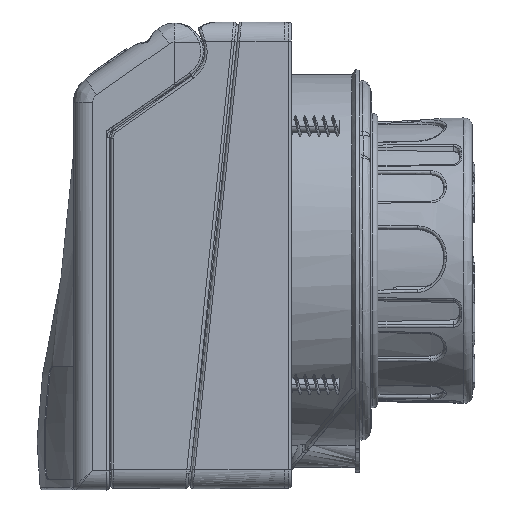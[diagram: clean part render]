
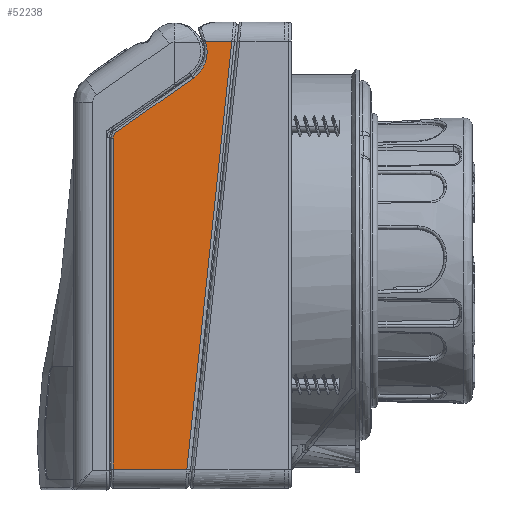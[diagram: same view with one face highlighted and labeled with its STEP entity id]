
A CAD part, left-side view. The second image highlights one B-rep face of the part: STEP entity #52238.
In plain terms, the highlighted planar face has unit normal (-1, 0.009, 0.001).
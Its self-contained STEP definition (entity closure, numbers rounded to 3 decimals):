
#3813 = CARTESIAN_POINT ( 'NONE',  ( -44.97, 10.265, -41.27 ) ) ;
#4980 = CARTESIAN_POINT ( 'NONE',  ( -44.888, 19.703, -41.188 ) ) ;
#5186 = EDGE_CURVE ( 'NONE', #5342, #79981, #47895, .T. ) ;
#5342 = VERTEX_POINT ( 'NONE', #38974 ) ;
#6337 = VERTEX_POINT ( 'NONE', #97722 ) ;
#6600 = CARTESIAN_POINT ( 'NONE',  ( -44.952, 4.064, 37.961 ) ) ;
#6813 = CARTESIAN_POINT ( 'NONE',  ( -44.854, 22.004, -26.913 ) ) ;
#10984 = B_SPLINE_CURVE_WITH_KNOTS ( 'NONE', 3,
 ( #80690, #27332, #71685, #42936 ),
 .UNSPECIFIED., .F., .F.,
 ( 4, 4 ),
 ( 0.001, 0.006 ),
 .UNSPECIFIED. ) ;
#12076 = VERTEX_POINT ( 'NONE', #112356 ) ;
#13855 = CARTESIAN_POINT ( 'NONE',  ( -44.812, 21.553, 23.675 ) ) ;
#14444 = CARTESIAN_POINT ( 'NONE',  ( -44.809, 21.933, 23.067 ) ) ;
#15669 = CARTESIAN_POINT ( 'NONE',  ( -44.991, 4.954, -13.764 ) ) ;
#15803 = CARTESIAN_POINT ( 'NONE',  ( -44.81, 22.004, 21.595 ) ) ;
#16167 = CARTESIAN_POINT ( 'NONE',  ( -44.951, 3.931, 39.954 ) ) ;
#18020 = ORIENTED_EDGE ( 'NONE', *, *, #102546, .T. ) ;
#22002 = B_SPLINE_CURVE_WITH_KNOTS ( 'NONE', 3,
 ( #53515, #71536, #60161, #15803, #52927, #80530, #24799, #78763, #42790, #52340, #108117, #6813, #79365 ),
 .UNSPECIFIED., .F., .F.,
 ( 4, 3, 3, 3, 4 ),
 ( 0., 0.001, 0.005, 0.021, 0.064 ),
 .UNSPECIFIED. ) ;
#22393 = CARTESIAN_POINT ( 'NONE',  ( -44.868, 22.004, -41.168 ) ) ;
#23581 = EDGE_CURVE ( 'NONE', #12076, #80720, #71958, .T. ) ;
#24009 = CARTESIAN_POINT ( 'NONE',  ( -44.933, 6.597, 34.165 ) ) ;
#24722 = CARTESIAN_POINT ( 'NONE',  ( -44.949, 12.683, -41.249 ) ) ;
#24799 = CARTESIAN_POINT ( 'NONE',  ( -44.814, 22.004, 17.595 ) ) ;
#27332 = CARTESIAN_POINT ( 'NONE',  ( -44.976, 0.861, 41.277 ) ) ;
#30426 = ORIENTED_EDGE ( 'NONE', *, *, #59069, .T. ) ;
#30782 = ORIENTED_EDGE ( 'NONE', *, *, #31762, .T. ) ;
#31506 = VERTEX_POINT ( 'NONE', #113637 ) ;
#31762 = EDGE_CURVE ( 'NONE', #6337, #5342, #58062, .T. ) ;
#32395 = CARTESIAN_POINT ( 'NONE',  ( -44.952, 3.959, 38.615 ) ) ;
#32438 = CARTESIAN_POINT ( 'NONE',  ( -44.813, 21.464, 23.755 ) ) ;
#33042 = CARTESIAN_POINT ( 'NONE',  ( -44.809, 22.004, 22.716 ) ) ;
#33656 = CARTESIAN_POINT ( 'NONE',  ( -44.991, 7.847, -41.291 ) ) ;
#34159 = CARTESIAN_POINT ( 'NONE',  ( -44.946, 4.966, 35.824 ) ) ;
#36016 = B_SPLINE_CURVE_WITH_KNOTS ( 'NONE', 3,
 ( #60534, #79731, #16167, #70133, #32395, #6600, #97154, #61119, #59370, #106714, #34159, #116291, #52708, #106129, #96559, #24009 ),
 .UNSPECIFIED., .F., .F.,
 ( 4, 2, 2, 2, 2, 2, 2, 4 ),
 ( 0., 0.002, 0.003, 0.004, 0.005, 0.006, 0.007, 0.008 ),
 .UNSPECIFIED. ) ;
#36053 = DIRECTION ( 'NONE',  ( 0., 0.105, -0.995 ) ) ;
#36601 = CARTESIAN_POINT ( 'NONE',  ( -44.873, 13.981, 28.995 ) ) ;
#36893 = B_SPLINE_CURVE_WITH_KNOTS ( 'NONE', 3,
 ( #76832, #32438, #13855, #69003, #79188, #60579, #14444, #106763, #33042, #106173 ),
 .UNSPECIFIED., .F., .F.,
 ( 4, 2, 2, 2, 4 ),
 ( 0., 0., 0.001, 0.001, 0.001 ),
 .UNSPECIFIED. ) ;
#37436 = CARTESIAN_POINT ( 'NONE',  ( -44.814, 21.365, 23.824 ) ) ;
#38974 = CARTESIAN_POINT ( 'NONE',  ( -44.991, 7.847, -41.291 ) ) ;
#40541 = VERTEX_POINT ( 'NONE', #46075 ) ;
#42790 = CARTESIAN_POINT ( 'NONE',  ( -44.823, 22.004, 6.929 ) ) ;
#42936 = CARTESIAN_POINT ( 'NONE',  ( -44.947, 4.247, 41.247 ) ) ;
#46075 = CARTESIAN_POINT ( 'NONE',  ( -44.947, 4.247, 41.247 ) ) ;
#47190 = VECTOR ( 'NONE', #89373, 1000. ) ;
#47895 = B_SPLINE_CURVE_WITH_KNOTS ( 'NONE', 3,
 ( #33656, #15669, #61796, #106794 ),
 .UNSPECIFIED., .F., .F.,
 ( 4, 4 ),
 ( 0., 0.083 ),
 .UNSPECIFIED. ) ;
#49341 = CARTESIAN_POINT ( 'NONE',  ( -44.928, 15.101, -41.228 ) ) ;
#52238 = ADVANCED_FACE ( 'NONE', ( #81601 ), #109783, .F. ) ;
#52340 = CARTESIAN_POINT ( 'NONE',  ( -44.828, 22.004, 1.595 ) ) ;
#52708 = CARTESIAN_POINT ( 'NONE',  ( -44.941, 5.586, 35.035 ) ) ;
#52927 = CARTESIAN_POINT ( 'NONE',  ( -44.811, 22.004, 20.262 ) ) ;
#53515 = CARTESIAN_POINT ( 'NONE',  ( -44.809, 22.004, 22.595 ) ) ;
#55664 = CARTESIAN_POINT ( 'NONE',  ( -44.991, -0.833, 41.291 ) ) ;
#55800 = CARTESIAN_POINT ( 'NONE',  ( -45.099, -4.122, -45. ) ) ;
#58062 = B_SPLINE_CURVE_WITH_KNOTS ( 'NONE', 3,
 ( #22393, #4980, #79284, #49341, #24722, #3813, #115848 ),
 .UNSPECIFIED., .F., .F.,
 ( 4, 3, 4 ),
 ( 0., 0.007, 0.015 ),
 .UNSPECIFIED. ) ;
#59069 = EDGE_CURVE ( 'NONE', #79981, #40541, #10984, .T. ) ;
#59370 = CARTESIAN_POINT ( 'NONE',  ( -44.949, 4.484, 36.694 ) ) ;
#60161 = CARTESIAN_POINT ( 'NONE',  ( -44.81, 22.004, 21.929 ) ) ;
#60392 = ORIENTED_EDGE ( 'NONE', *, *, #5186, .T. ) ;
#60534 = CARTESIAN_POINT ( 'NONE',  ( -44.947, 4.247, 41.247 ) ) ;
#60579 = CARTESIAN_POINT ( 'NONE',  ( -44.81, 21.89, 23.182 ) ) ;
#61119 = CARTESIAN_POINT ( 'NONE',  ( -44.95, 4.353, 37.004 ) ) ;
#61796 = CARTESIAN_POINT ( 'NONE',  ( -44.991, 2.06, 13.764 ) ) ;
#63334 = AXIS2_PLACEMENT_3D ( 'NONE', #55800, #118178, #36053 ) ;
#68578 = EDGE_LOOP ( 'NONE', ( #30782, #60392, #30426, #108310, #106613, #98117, #18020 ) ) ;
#69003 = CARTESIAN_POINT ( 'NONE',  ( -44.811, 21.712, 23.494 ) ) ;
#70133 = CARTESIAN_POINT ( 'NONE',  ( -44.952, 3.931, 38.949 ) ) ;
#71536 = CARTESIAN_POINT ( 'NONE',  ( -44.809, 22.004, 22.262 ) ) ;
#71685 = CARTESIAN_POINT ( 'NONE',  ( -44.962, 2.554, 41.262 ) ) ;
#71958 = LINE ( 'NONE', #36601, #47190 ) ;
#76832 = CARTESIAN_POINT ( 'NONE',  ( -44.814, 21.365, 23.824 ) ) ;
#78763 = CARTESIAN_POINT ( 'NONE',  ( -44.819, 22.004, 12.262 ) ) ;
#79188 = CARTESIAN_POINT ( 'NONE',  ( -44.81, 21.78, 23.394 ) ) ;
#79284 = CARTESIAN_POINT ( 'NONE',  ( -44.908, 17.402, -41.208 ) ) ;
#79365 = CARTESIAN_POINT ( 'NONE',  ( -44.868, 22.004, -41.168 ) ) ;
#79731 = CARTESIAN_POINT ( 'NONE',  ( -44.949, 4.036, 40.609 ) ) ;
#79981 = VERTEX_POINT ( 'NONE', #55664 ) ;
#80530 = CARTESIAN_POINT ( 'NONE',  ( -44.812, 22.004, 18.929 ) ) ;
#80690 = CARTESIAN_POINT ( 'NONE',  ( -44.991, -0.833, 41.291 ) ) ;
#80720 = VERTEX_POINT ( 'NONE', #37436 ) ;
#81601 = FACE_OUTER_BOUND ( 'NONE', #68578, .T. ) ;
#89373 = DIRECTION ( 'NONE',  ( 0.007, 0.819, -0.574 ) ) ;
#96559 = CARTESIAN_POINT ( 'NONE',  ( -44.935, 6.321, 34.358 ) ) ;
#97154 = CARTESIAN_POINT ( 'NONE',  ( -44.951, 4.143, 37.639 ) ) ;
#97722 = CARTESIAN_POINT ( 'NONE',  ( -44.868, 22.004, -41.168 ) ) ;
#98117 = ORIENTED_EDGE ( 'NONE', *, *, #99029, .T. ) ;
#99029 = EDGE_CURVE ( 'NONE', #80720, #31506, #36893, .T. ) ;
#102546 = EDGE_CURVE ( 'NONE', #31506, #6337, #22002, .T. ) ;
#106129 = CARTESIAN_POINT ( 'NONE',  ( -44.937, 6.064, 34.57 ) ) ;
#106173 = CARTESIAN_POINT ( 'NONE',  ( -44.809, 22.004, 22.595 ) ) ;
#106613 = ORIENTED_EDGE ( 'NONE', *, *, #23581, .T. ) ;
#106714 = CARTESIAN_POINT ( 'NONE',  ( -44.947, 4.79, 36.105 ) ) ;
#106763 = CARTESIAN_POINT ( 'NONE',  ( -44.809, 21.99, 22.835 ) ) ;
#106794 = CARTESIAN_POINT ( 'NONE',  ( -44.991, -0.833, 41.291 ) ) ;
#108117 = CARTESIAN_POINT ( 'NONE',  ( -44.841, 22.004, -12.659 ) ) ;
#108310 = ORIENTED_EDGE ( 'NONE', *, *, #112722, .T. ) ;
#109783 = PLANE ( 'NONE',  #63334 ) ;
#112356 = CARTESIAN_POINT ( 'NONE',  ( -44.933, 6.597, 34.165 ) ) ;
#112722 = EDGE_CURVE ( 'NONE', #40541, #12076, #36016, .T. ) ;
#113637 = CARTESIAN_POINT ( 'NONE',  ( -44.809, 22.004, 22.595 ) ) ;
#115848 = CARTESIAN_POINT ( 'NONE',  ( -44.991, 7.847, -41.291 ) ) ;
#116291 = CARTESIAN_POINT ( 'NONE',  ( -44.943, 5.364, 35.289 ) ) ;
#118178 = DIRECTION ( 'NONE',  ( 1., -0.009, -0.001 ) ) ;
